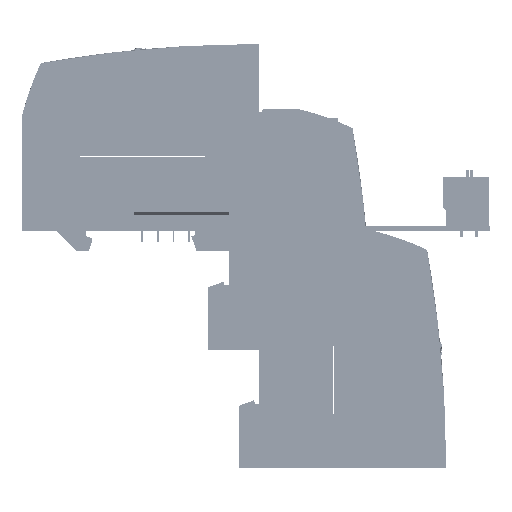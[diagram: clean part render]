
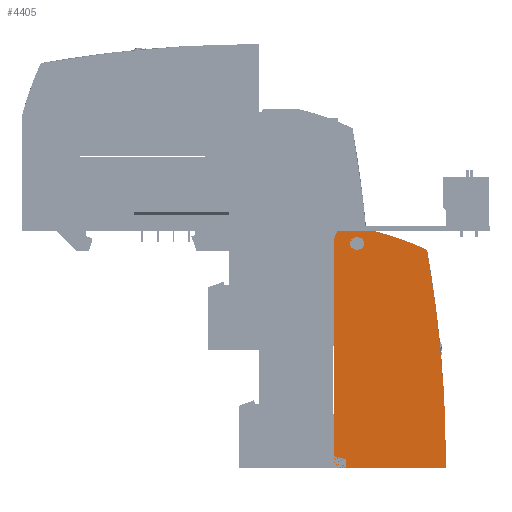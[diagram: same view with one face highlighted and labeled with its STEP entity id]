
A CAD part, left-side view. The second image highlights one B-rep face of the part: STEP entity #4405.
In plain terms, the highlighted planar face has unit normal (-1, 0, 0).
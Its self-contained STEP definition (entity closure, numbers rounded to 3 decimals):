
#4405 = ADVANCED_FACE( '', ( #10178, #10179 ), #10180, .F. );
#10178 = FACE_OUTER_BOUND( '', #17362, .T. );
#10179 = FACE_BOUND( '', #17363, .T. );
#10180 = PLANE( '', #17364 );
#17362 = EDGE_LOOP( '', ( #30806, #30807, #30808, #30809, #30810, #30811 ) );
#17363 = EDGE_LOOP( '', ( #30812 ) );
#17364 = AXIS2_PLACEMENT_3D( '', #30813, #30814, #30815 );
#30806 = ORIENTED_EDGE( '', *, *, #43465, .F. );
#30807 = ORIENTED_EDGE( '', *, *, #42392, .F. );
#30808 = ORIENTED_EDGE( '', *, *, #39418, .F. );
#30809 = ORIENTED_EDGE( '', *, *, #43466, .F. );
#30810 = ORIENTED_EDGE( '', *, *, #40018, .F. );
#30811 = ORIENTED_EDGE( '', *, *, #43467, .F. );
#30812 = ORIENTED_EDGE( '', *, *, #40923, .T. );
#30813 = CARTESIAN_POINT( '', ( -65., -7.5, 35. ) );
#30814 = DIRECTION( '', ( 1., 0., 0. ) );
#30815 = DIRECTION( '', ( 0., 0., 1. ) );
#39418 = EDGE_CURVE( '', #46195, #46197, #46198, .T. );
#40018 = EDGE_CURVE( '', #47308, #47310, #47311, .T. );
#40923 = EDGE_CURVE( '', #48841, #48841, #48842, .T. );
#42392 = EDGE_CURVE( '', #46197, #51112, #51113, .T. );
#43465 = EDGE_CURVE( '', #51112, #52626, #52627, .T. );
#43466 = EDGE_CURVE( '', #47310, #46195, #52628, .T. );
#43467 = EDGE_CURVE( '', #52626, #47308, #52629, .T. );
#46195 = VERTEX_POINT( '', #56421 );
#46197 = VERTEX_POINT( '', #56424 );
#46198 = LINE( '', #56425, #56426 );
#47308 = VERTEX_POINT( '', #58146 );
#47310 = VERTEX_POINT( '', #58149 );
#47311 = CIRCLE( '', #58150, 100. );
#48841 = VERTEX_POINT( '', #60905 );
#48842 = CIRCLE( '', #60906, 2. );
#51112 = VERTEX_POINT( '', #64965 );
#51113 = LINE( '', #64966, #64967 );
#52626 = VERTEX_POINT( '', #67716 );
#52627 = CIRCLE( '', #67717, 7.5 );
#52628 = CIRCLE( '', #67718, 400. );
#52629 = LINE( '', #67719, #67720 );
#56421 = CARTESIAN_POINT( '', ( -65., -36.1, -37. ) );
#56424 = CARTESIAN_POINT( '', ( -65., 0., -37. ) );
#56425 = CARTESIAN_POINT( '', ( -65., -36.1, -37. ) );
#56426 = VECTOR( '', #71965, 1000. );
#58146 = CARTESIAN_POINT( '', ( -65., -13.1, 39. ) );
#58149 = CARTESIAN_POINT( '', ( -65., -29.927, 33. ) );
#58150 = AXIS2_PLACEMENT_3D( '', #73081, #73082, #73083 );
#60905 = CARTESIAN_POINT( '', ( -65., -5.5, 35. ) );
#60906 = AXIS2_PLACEMENT_3D( '', #73935, #73936, #73937 );
#64965 = CARTESIAN_POINT( '', ( -65., 0., 35. ) );
#64966 = CARTESIAN_POINT( '', ( -65., 0., 35. ) );
#64967 = VECTOR( '', #75233, 1000. );
#67716 = CARTESIAN_POINT( '', ( -65., -1.156, 39. ) );
#67717 = AXIS2_PLACEMENT_3D( '', #76097, #76098, #76099 );
#67718 = AXIS2_PLACEMENT_3D( '', #76100, #76101, #76102 );
#67719 = CARTESIAN_POINT( '', ( -65., -1.156, 39. ) );
#67720 = VECTOR( '', #76103, 1000. );
#71965 = DIRECTION( '', ( 0., 1., 0. ) );
#73081 = CARTESIAN_POINT( '', ( -65., 11.937, -57.815 ) );
#73082 = DIRECTION( '', ( 1., 0., 0. ) );
#73083 = DIRECTION( '', ( 0., 1., 0. ) );
#73935 = CARTESIAN_POINT( '', ( -65., -7.5, 35. ) );
#73936 = DIRECTION( '', ( 1., 0., 0. ) );
#73937 = DIRECTION( '', ( 0., 1., 0. ) );
#75233 = DIRECTION( '', ( 0., 0., 1. ) );
#76097 = CARTESIAN_POINT( '', ( -65., -7.5, 35. ) );
#76098 = DIRECTION( '', ( 1., 0., 0. ) );
#76099 = DIRECTION( '', ( 0., 1., 0. ) );
#76100 = CARTESIAN_POINT( '', ( -65., 363.9, -37. ) );
#76101 = DIRECTION( '', ( 1., 0., 0. ) );
#76102 = DIRECTION( '', ( 0., 1., 0. ) );
#76103 = DIRECTION( '', ( 0., -1., 0. ) );
